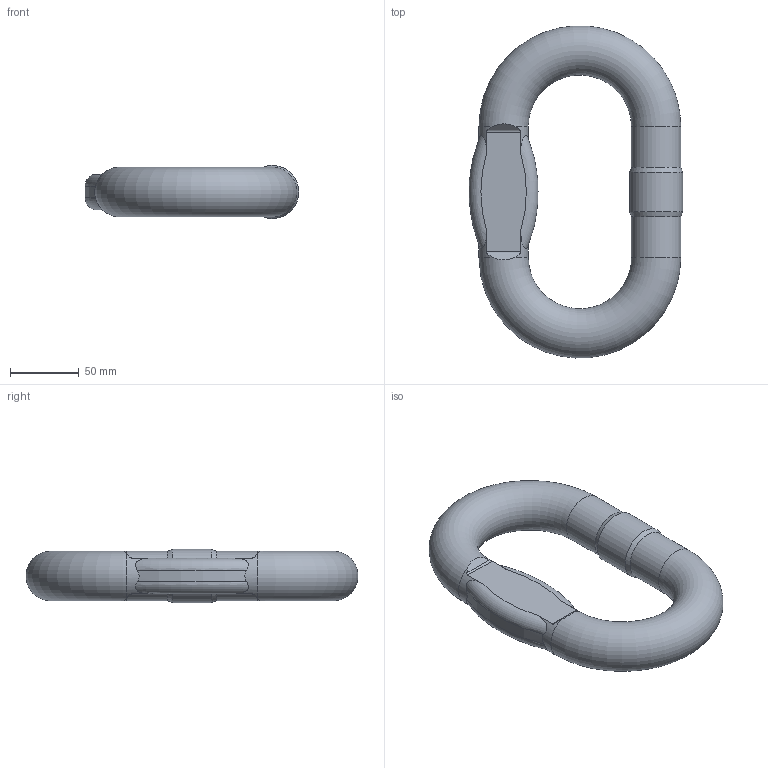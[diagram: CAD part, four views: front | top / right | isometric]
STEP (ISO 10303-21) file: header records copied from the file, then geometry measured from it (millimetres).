
FILE_DESCRIPTION(/* description */ (''),/* implementation_level */ '2;1');
FILE_NAME(/* name */ 'B8W 36',/* time_stamp */ '2007-09-14T13:04:58+02:00',/* author */ (''),/* organization */ (''),/* preprocessor_version */ 'ST-DEVELOPER v9',/* originating_system */ 'UGS - NX 4.0',/* authorisation */ '');
FILE_SCHEMA (('AUTOMOTIVE_DESIGN { 1 0 10303 214 1 1 1 1 }'));
Length unit declared in the file: millimetre
Products named in the file (1): ritBF0Bcf5n
Bounding box: 155.36 x 241.63 x 38.7 mm (x, y, z)
Volume: 558761.4 mm3; surface area: 62576.3 mm2
Topology: 1 solids, 1 shells, 27 faces, 77 edges, 50 vertices
Faces by surface type: cylinder 13, torus 6, plane 6, cone 2
Full cylindrical faces by diameter (mm): 36 x2, 38.7 x1
Entity records: 1026 total; most frequent: CARTESIAN_POINT 352, ORIENTED_EDGE 140, DIRECTION 124, EDGE_CURVE 70, AXIS2_PLACEMENT_3D 54, VERTEX_POINT 50, EDGE_LOOP 34, B_SPLINE_CURVE_WITH_KNOTS 28
